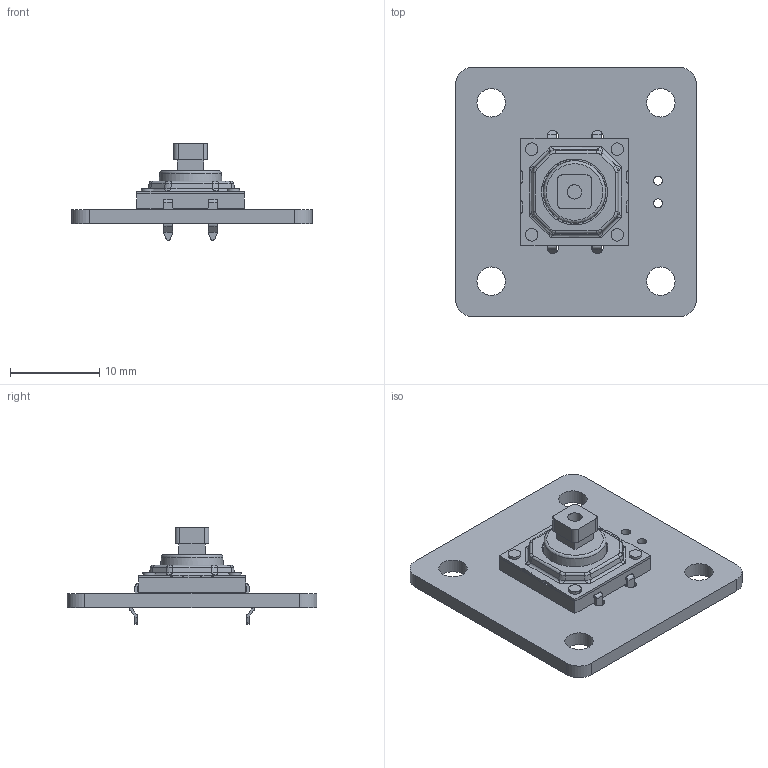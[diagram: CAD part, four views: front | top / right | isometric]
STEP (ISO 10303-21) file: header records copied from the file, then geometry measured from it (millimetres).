
FILE_DESCRIPTION(('KiCad electronic assembly'),'2;1');
FILE_NAME('button-holder.step','2022-05-08T16:22:38',('Pcbnew'),('Kicad' ),'Open CASCADE STEP processor 7.6','KiCad to STEP converter', 'Unknown');
FILE_SCHEMA(('AUTOMOTIVE_DESIGN { 1 0 10303 214 1 1 1 1 }'));
Length unit declared in the file: millimetre
Products named in the file (4): button-holder 1; TL6300AF260QP; SOLID; button-holder PCB
Assembly tree (3 placements, depth 3):
  button-holder 1
    TL6300AF260QP
      SOLID
    button-holder PCB
Bounding box: 27 x 28 x 10.8 mm (x, y, z)
Volume: 1540.5 mm3; surface area: 2516.3 mm2
Topology: 2 solids, 3 shells, 429 faces, 1116 edges, 685 vertices
Faces by surface type: bspline 407, cylinder 16, plane 6
Full cylindrical faces by diameter (mm): 1 x2, 1.3 x4, 1.7 x2, 3.2 x4
Entity records: 29668 total; most frequent: CARTESIAN_POINT 15428, B_SPLINE_CURVE_WITH_KNOTS 2492, ORIENTED_EDGE 2200, PCURVE 2200, DEFINITIONAL_REPRESENTATION 2200, EDGE_CURVE 1100, SURFACE_CURVE 1077, VERTEX_POINT 685
